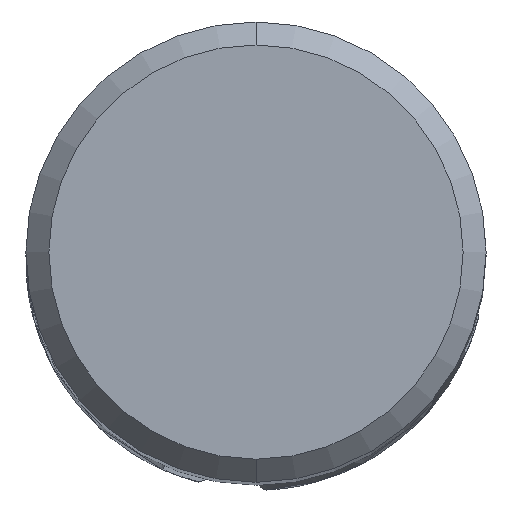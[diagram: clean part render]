
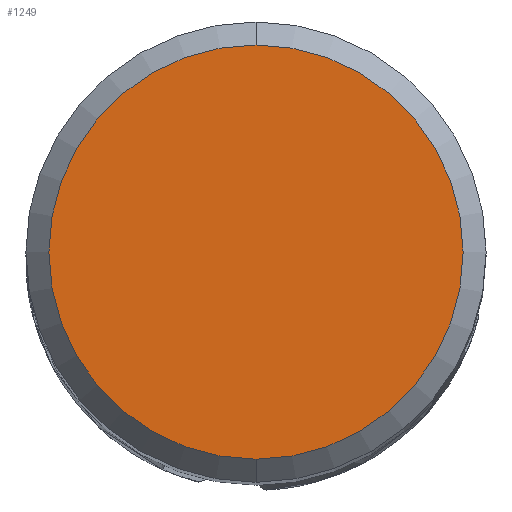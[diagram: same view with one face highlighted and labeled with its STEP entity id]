
A CAD part, top view. The second image highlights one B-rep face of the part: STEP entity #1249.
In plain terms, the highlighted planar face has unit normal (0, 0, 1).
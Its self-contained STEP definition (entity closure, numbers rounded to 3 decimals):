
#927=VERTEX_POINT('',#2371);
#1125=VERTEX_POINT('',#2585);
#1249=ADVANCED_FACE('',(#2717),#2718,.T.);
#1915=EDGE_CURVE('',#1125,#927,#3451,.T.);
#2109=EDGE_CURVE('',#927,#1125,#3656,.T.);
#2371=CARTESIAN_POINT('',(0.,-5.4,0.0));
#2585=CARTESIAN_POINT('',(0.0,5.4,0.0));
#2717=FACE_OUTER_BOUND('',#6658,.T.);
#2718=PLANE('',#6659);
#3451=CIRCLE('',#11953,5.4);
#3656=CIRCLE('',#12614,5.4);
#6658=EDGE_LOOP('',(#13338,#13339));
#6659=AXIS2_PLACEMENT_3D('',#13340,#13341,#13342);
#11953=AXIS2_PLACEMENT_3D('',#14194,#14195,#14196);
#12614=AXIS2_PLACEMENT_3D('',#14348,#14349,#14350);
#13338=ORIENTED_EDGE('',*,*,#1915,.F.);
#13339=ORIENTED_EDGE('',*,*,#2109,.F.);
#13340=CARTESIAN_POINT('',(0.0,2.7,0.0));
#13341=DIRECTION('',(-0.0,0.0,1.0));
#13342=DIRECTION('',(0.0,-1.0,0.0));
#14194=CARTESIAN_POINT('',(0.0,0.0,0.0));
#14195=DIRECTION('',(0.0,0.0,-1.0));
#14196=DIRECTION('',(0.0,1.0,0.0));
#14348=CARTESIAN_POINT('',(0.0,0.0,0.0));
#14349=DIRECTION('',(0.0,0.0,-1.0));
#14350=DIRECTION('',(0.0,1.0,0.0));
